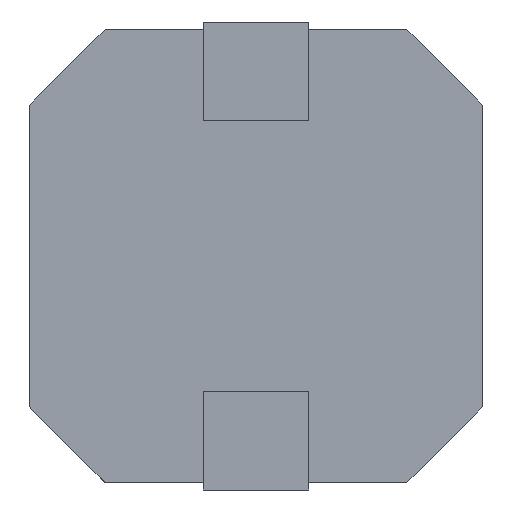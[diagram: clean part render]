
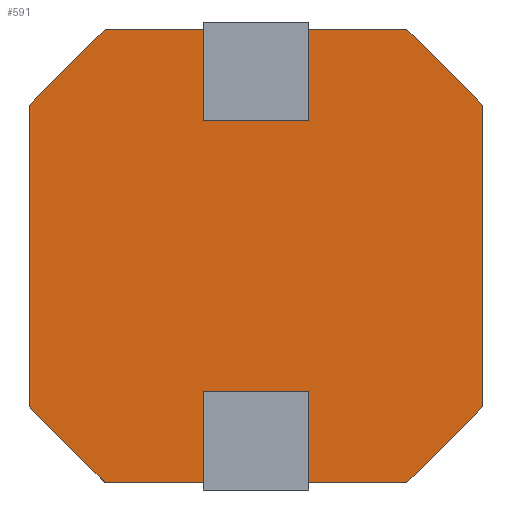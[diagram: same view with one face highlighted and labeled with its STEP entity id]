
A CAD part, front view. The second image highlights one B-rep face of the part: STEP entity #591.
In plain terms, the highlighted planar face has unit normal (0, -1, 0).
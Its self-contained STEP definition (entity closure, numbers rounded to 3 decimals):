
#9 = LINE ( 'NONE', #118, #411 ) ;
#22 = CARTESIAN_POINT ( 'NONE',  ( 0.665, 0., -2.126 ) ) ;
#42 = VECTOR ( 'NONE', #742, 1000. ) ;
#70 = CARTESIAN_POINT ( 'NONE',  ( -2.035, 0., 2.674 ) ) ;
#73 = CARTESIAN_POINT ( 'NONE',  ( -0.735, 0., 2.674 ) ) ;
#80 = VERTEX_POINT ( 'NONE', #405 ) ;
#87 = CARTESIAN_POINT ( 'NONE',  ( 2.32, 0., 2.32 ) ) ;
#104 = ORIENTED_EDGE ( 'NONE', *, *, #249, .F. ) ;
#106 = EDGE_CURVE ( 'NONE', #1346, #373, #1817, .T. ) ;
#118 = CARTESIAN_POINT ( 'NONE',  ( 0., 0., 1.474 ) ) ;
#127 = CARTESIAN_POINT ( 'NONE',  ( -2.355, 0., 2.355 ) ) ;
#140 = ORIENTED_EDGE ( 'NONE', *, *, #687, .F. ) ;
#141 = LINE ( 'NONE', #87, #1769 ) ;
#160 = EDGE_CURVE ( 'NONE', #1035, #1039, #505, .T. ) ;
#181 = ORIENTED_EDGE ( 'NONE', *, *, #1717, .T. ) ;
#218 = LINE ( 'NONE', #1058, #1015 ) ;
#242 = VECTOR ( 'NONE', #1752, 1000. ) ;
#248 = ORIENTED_EDGE ( 'NONE', *, *, #1501, .F. ) ;
#249 = EDGE_CURVE ( 'NONE', #1167, #1230, #141, .T. ) ;
#272 = LINE ( 'NONE', #855, #1022 ) ;
#284 = VECTOR ( 'NONE', #647, 1000. ) ;
#286 = DIRECTION ( 'NONE',  ( 0.707, 0., 0.707 ) ) ;
#302 = CARTESIAN_POINT ( 'NONE',  ( 0., 0., -3.326 ) ) ;
#311 = CARTESIAN_POINT ( 'NONE',  ( 0.665, 0., 0. ) ) ;
#320 = VECTOR ( 'NONE', #1008, 1000. ) ;
#331 = LINE ( 'NONE', #534, #242 ) ;
#332 = DIRECTION ( 'NONE',  ( 0., 0., 1. ) ) ;
#341 = CARTESIAN_POINT ( 'NONE',  ( -3.035, 0., -2.284 ) ) ;
#342 = LINE ( 'NONE', #302, #545 ) ;
#358 = VECTOR ( 'NONE', #286, 1000. ) ;
#373 = VERTEX_POINT ( 'NONE', #1909 ) ;
#387 = DIRECTION ( 'NONE',  ( 0.707, 0., -0.707 ) ) ;
#405 = CARTESIAN_POINT ( 'NONE',  ( 0.665, 0., 2.674 ) ) ;
#411 = VECTOR ( 'NONE', #1072, 1000. ) ;
#412 = DIRECTION ( 'NONE',  ( 0.707, 0., -0.707 ) ) ;
#431 = DIRECTION ( 'NONE',  ( 1., 0., 0. ) ) ;
#451 = LINE ( 'NONE', #2039, #879 ) ;
#479 = DIRECTION ( 'NONE',  ( 0., 0., -1. ) ) ;
#499 = CARTESIAN_POINT ( 'NONE',  ( 2.965, 0., -2.326 ) ) ;
#500 = ORIENTED_EDGE ( 'NONE', *, *, #1127, .T. ) ;
#505 = LINE ( 'NONE', #585, #42 ) ;
#516 = CARTESIAN_POINT ( 'NONE',  ( -0.735, 0., -2.126 ) ) ;
#534 = CARTESIAN_POINT ( 'NONE',  ( 2.645, 0., -2.645 ) ) ;
#545 = VECTOR ( 'NONE', #1212, 1000. ) ;
#573 = AXIS2_PLACEMENT_3D ( 'NONE', #1130, #982, #1930 ) ;
#585 = CARTESIAN_POINT ( 'NONE',  ( -0.735, 0., 0. ) ) ;
#591 = ADVANCED_FACE ( 'NONE', ( #968 ), #836, .F. ) ;
#595 = ORIENTED_EDGE ( 'NONE', *, *, #755, .F. ) ;
#614 = VERTEX_POINT ( 'NONE', #22 ) ;
#615 = DIRECTION ( 'NONE',  ( 0., -1., 0. ) ) ;
#643 = EDGE_CURVE ( 'NONE', #969, #1423, #921, .T. ) ;
#644 = ORIENTED_EDGE ( 'NONE', *, *, #1297, .T. ) ;
#647 = DIRECTION ( 'NONE',  ( 0., 0., -1. ) ) ;
#687 = EDGE_CURVE ( 'NONE', #80, #1167, #1592, .T. ) ;
#717 = VECTOR ( 'NONE', #1869, 1000. ) ;
#742 = DIRECTION ( 'NONE',  ( 0., 0., 1. ) ) ;
#755 = EDGE_CURVE ( 'NONE', #1687, #1602, #1567, .T. ) ;
#771 = ORIENTED_EDGE ( 'NONE', *, *, #1438, .F. ) ;
#783 = CARTESIAN_POINT ( 'NONE',  ( -3.005, 0., -2.355 ) ) ;
#836 = PLANE ( 'NONE',  #573 ) ;
#844 = CARTESIAN_POINT ( 'NONE',  ( -0.735, 0., -3.326 ) ) ;
#855 = CARTESIAN_POINT ( 'NONE',  ( 0., 0., -2.126 ) ) ;
#858 = EDGE_CURVE ( 'NONE', #373, #1035, #218, .T. ) ;
#879 = VECTOR ( 'NONE', #431, 1000. ) ;
#921 = LINE ( 'NONE', #1746, #1225 ) ;
#923 = CARTESIAN_POINT ( 'NONE',  ( -0.735, 0., 1.474 ) ) ;
#952 = ORIENTED_EDGE ( 'NONE', *, *, #1155, .T. ) ;
#968 = FACE_OUTER_BOUND ( 'NONE', #1203, .T. ) ;
#969 = VERTEX_POINT ( 'NONE', #73 ) ;
#971 = ORIENTED_EDGE ( 'NONE', *, *, #1642, .T. ) ;
#982 = DIRECTION ( 'NONE',  ( 0., 1., 0. ) ) ;
#1008 = DIRECTION ( 'NONE',  ( 0., 0., 1. ) ) ;
#1015 = VECTOR ( 'NONE', #1195, 1000. ) ;
#1021 = ORIENTED_EDGE ( 'NONE', *, *, #1800, .T. ) ;
#1022 = VECTOR ( 'NONE', #1043, 1000. ) ;
#1035 = VERTEX_POINT ( 'NONE', #844 ) ;
#1039 = VERTEX_POINT ( 'NONE', #516 ) ;
#1043 = DIRECTION ( 'NONE',  ( 1., 0., 0. ) ) ;
#1057 = AXIS2_PLACEMENT_3D ( 'NONE', #1546, #615, #1711 ) ;
#1058 = CARTESIAN_POINT ( 'NONE',  ( 0., 0., -3.326 ) ) ;
#1072 = DIRECTION ( 'NONE',  ( 1., 0., 0. ) ) ;
#1127 = EDGE_CURVE ( 'NONE', #80, #1903, #1534, .T. ) ;
#1128 = ORIENTED_EDGE ( 'NONE', *, *, #106, .T. ) ;
#1130 = CARTESIAN_POINT ( 'NONE',  ( 0., 0., 0. ) ) ;
#1142 = CIRCLE ( 'NONE', #1057, 0.1 ) ;
#1155 = EDGE_CURVE ( 'NONE', #1311, #1522, #331, .T. ) ;
#1167 = VERTEX_POINT ( 'NONE', #1314 ) ;
#1176 = VECTOR ( 'NONE', #1388, 1000. ) ;
#1195 = DIRECTION ( 'NONE',  ( 1., 0., 0. ) ) ;
#1203 = EDGE_LOOP ( 'NONE', ( #248, #644, #1128, #1418, #1824, #181, #1402, #1021, #952, #971, #104, #140, #500, #1440, #1410, #771, #595 ) ) ;
#1212 = DIRECTION ( 'NONE',  ( 1., 0., 0. ) ) ;
#1216 = EDGE_CURVE ( 'NONE', #1423, #1903, #9, .T. ) ;
#1225 = VECTOR ( 'NONE', #479, 1000. ) ;
#1229 = CARTESIAN_POINT ( 'NONE',  ( 1.965, 0., -3.326 ) ) ;
#1230 = VERTEX_POINT ( 'NONE', #1368 ) ;
#1240 = CARTESIAN_POINT ( 'NONE',  ( -2.68, 0., -2.68 ) ) ;
#1297 = EDGE_CURVE ( 'NONE', #1553, #1346, #1142, .T. ) ;
#1311 = VERTEX_POINT ( 'NONE', #1229 ) ;
#1312 = CARTESIAN_POINT ( 'NONE',  ( -3.035, 0., 1.674 ) ) ;
#1314 = CARTESIAN_POINT ( 'NONE',  ( 1.965, 0., 2.674 ) ) ;
#1333 = VECTOR ( 'NONE', #387, 1000. ) ;
#1346 = VERTEX_POINT ( 'NONE', #783 ) ;
#1368 = CARTESIAN_POINT ( 'NONE',  ( 2.965, 0., 1.674 ) ) ;
#1388 = DIRECTION ( 'NONE',  ( 1., 0., 0. ) ) ;
#1402 = ORIENTED_EDGE ( 'NONE', *, *, #1521, .F. ) ;
#1407 = CARTESIAN_POINT ( 'NONE',  ( 0., 0., 2.674 ) ) ;
#1410 = ORIENTED_EDGE ( 'NONE', *, *, #643, .F. ) ;
#1418 = ORIENTED_EDGE ( 'NONE', *, *, #858, .T. ) ;
#1423 = VERTEX_POINT ( 'NONE', #923 ) ;
#1438 = EDGE_CURVE ( 'NONE', #1602, #969, #451, .T. ) ;
#1440 = ORIENTED_EDGE ( 'NONE', *, *, #1216, .F. ) ;
#1497 = VECTOR ( 'NONE', #332, 1000. ) ;
#1501 = EDGE_CURVE ( 'NONE', #1553, #1687, #1985, .T. ) ;
#1521 = EDGE_CURVE ( 'NONE', #1915, #614, #1937, .T. ) ;
#1522 = VERTEX_POINT ( 'NONE', #499 ) ;
#1523 = LINE ( 'NONE', #1952, #320 ) ;
#1534 = LINE ( 'NONE', #311, #284 ) ;
#1546 = CARTESIAN_POINT ( 'NONE',  ( -2.935, 0., -2.284 ) ) ;
#1553 = VERTEX_POINT ( 'NONE', #341 ) ;
#1567 = LINE ( 'NONE', #127, #358 ) ;
#1592 = LINE ( 'NONE', #1407, #1176 ) ;
#1602 = VERTEX_POINT ( 'NONE', #70 ) ;
#1642 = EDGE_CURVE ( 'NONE', #1522, #1230, #1523, .T. ) ;
#1687 = VERTEX_POINT ( 'NONE', #1312 ) ;
#1711 = DIRECTION ( 'NONE',  ( 0., 0., 1. ) ) ;
#1717 = EDGE_CURVE ( 'NONE', #1039, #614, #272, .T. ) ;
#1736 = CARTESIAN_POINT ( 'NONE',  ( 0.665, 0., 1.474 ) ) ;
#1746 = CARTESIAN_POINT ( 'NONE',  ( -0.735, 0., 0. ) ) ;
#1752 = DIRECTION ( 'NONE',  ( 0.707, 0., 0.707 ) ) ;
#1755 = CARTESIAN_POINT ( 'NONE',  ( 0.665, 0., 0. ) ) ;
#1769 = VECTOR ( 'NONE', #412, 1000. ) ;
#1800 = EDGE_CURVE ( 'NONE', #1915, #1311, #342, .T. ) ;
#1817 = LINE ( 'NONE', #1240, #1333 ) ;
#1824 = ORIENTED_EDGE ( 'NONE', *, *, #160, .T. ) ;
#1867 = CARTESIAN_POINT ( 'NONE',  ( -3.035, 0., 0. ) ) ;
#1869 = DIRECTION ( 'NONE',  ( 0., 0., 1. ) ) ;
#1903 = VERTEX_POINT ( 'NONE', #1736 ) ;
#1909 = CARTESIAN_POINT ( 'NONE',  ( -2.035, 0., -3.326 ) ) ;
#1915 = VERTEX_POINT ( 'NONE', #2004 ) ;
#1930 = DIRECTION ( 'NONE',  ( 0., 0., 1. ) ) ;
#1937 = LINE ( 'NONE', #1755, #1497 ) ;
#1952 = CARTESIAN_POINT ( 'NONE',  ( 2.965, 0., 0. ) ) ;
#1985 = LINE ( 'NONE', #1867, #717 ) ;
#2004 = CARTESIAN_POINT ( 'NONE',  ( 0.665, 0., -3.326 ) ) ;
#2039 = CARTESIAN_POINT ( 'NONE',  ( 0., 0., 2.674 ) ) ;
